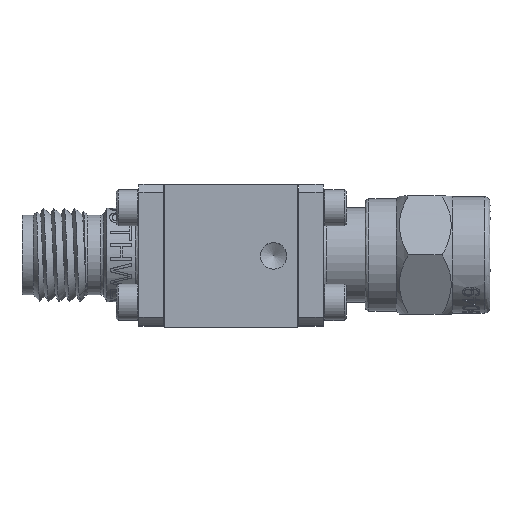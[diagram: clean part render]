
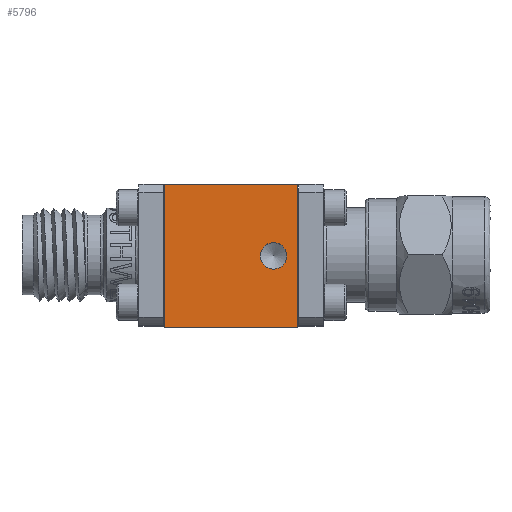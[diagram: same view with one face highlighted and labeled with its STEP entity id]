
A CAD part, top view. The second image highlights one B-rep face of the part: STEP entity #5796.
In plain terms, the highlighted planar face has unit normal (0, 0, 1).
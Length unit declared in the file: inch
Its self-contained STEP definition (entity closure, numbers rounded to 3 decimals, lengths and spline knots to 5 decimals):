
#502 = ORIENTED_EDGE ( 'NONE', *, *, #4466, .T. ) ;
#1242 = LINE ( 'NONE', #27521, #14068 ) ;
#1761 = LINE ( 'NONE', #10604, #5193 ) ;
#4466 = EDGE_CURVE ( 'NONE', #30446, #28730, #18644, .T. ) ;
#4798 = DIRECTION ( 'NONE',  ( 1., 0., 0. ) ) ;
#5193 = VECTOR ( 'NONE', #18870, 39.37008 ) ;
#5415 = VERTEX_POINT ( 'NONE', #11971 ) ;
#5796 = ADVANCED_FACE ( 'NONE', ( #16452, #15586 ), #11309, .T. ) ;
#6713 = EDGE_CURVE ( 'NONE', #22747, #22747, #12553, .T. ) ;
#6792 = VECTOR ( 'NONE', #7753, 39.37008 ) ;
#6928 = EDGE_LOOP ( 'NONE', ( #8449 ) ) ;
#7292 = ORIENTED_EDGE ( 'NONE', *, *, #14830, .T. ) ;
#7685 = VERTEX_POINT ( 'NONE', #20870 ) ;
#7753 = DIRECTION ( 'NONE',  ( 1., 0., 0. ) ) ;
#8440 = CARTESIAN_POINT ( 'NONE',  ( -0.01923, -0.03462, 0.53524 ) ) ;
#8449 = ORIENTED_EDGE ( 'NONE', *, *, #6713, .F. ) ;
#8567 = DIRECTION ( 'NONE',  ( 0., 0., 1. ) ) ;
#10097 = EDGE_LOOP ( 'NONE', ( #502, #12515, #13957, #7292 ) ) ;
#10172 = CARTESIAN_POINT ( 'NONE',  ( 0.26877, 0.15538, 0.53524 ) ) ;
#10495 = VECTOR ( 'NONE', #21765, 39.37008 ) ;
#10604 = CARTESIAN_POINT ( 'NONE',  ( -0.01923, -0.03462, 0.53524 ) ) ;
#11309 = PLANE ( 'NONE',  #30321 ) ;
#11971 = CARTESIAN_POINT ( 'NONE',  ( -0.01923, -0.03462, 0.53524 ) ) ;
#12515 = ORIENTED_EDGE ( 'NONE', *, *, #15334, .F. ) ;
#12553 = CIRCLE ( 'NONE', #31960, 0.035 ) ;
#13957 = ORIENTED_EDGE ( 'NONE', *, *, #35125, .F. ) ;
#14068 = VECTOR ( 'NONE', #34996, 39.37008 ) ;
#14830 = EDGE_CURVE ( 'NONE', #5415, #30446, #17538, .T. ) ;
#15334 = EDGE_CURVE ( 'NONE', #7685, #28730, #1242, .T. ) ;
#15586 = FACE_OUTER_BOUND ( 'NONE', #10097, .T. ) ;
#16262 = CARTESIAN_POINT ( 'NONE',  ( -0.01923, -0.03462, 0.53524 ) ) ;
#16452 = FACE_BOUND ( 'NONE', #6928, .T. ) ;
#16486 = CARTESIAN_POINT ( 'NONE',  ( 0.33277, 0.34538, 0.53524 ) ) ;
#17538 = LINE ( 'NONE', #16262, #6792 ) ;
#18565 = DIRECTION ( 'NONE',  ( 0., 0., 1. ) ) ;
#18644 = LINE ( 'NONE', #29897, #10495 ) ;
#18870 = DIRECTION ( 'NONE',  ( 0., 1., 0. ) ) ;
#20870 = CARTESIAN_POINT ( 'NONE',  ( -0.01923, 0.34538, 0.53524 ) ) ;
#21765 = DIRECTION ( 'NONE',  ( 0., 1., 0. ) ) ;
#22747 = VERTEX_POINT ( 'NONE', #22929 ) ;
#22929 = CARTESIAN_POINT ( 'NONE',  ( 0.30377, 0.15538, 0.53524 ) ) ;
#24198 = CARTESIAN_POINT ( 'NONE',  ( 0.33277, -0.03462, 0.53524 ) ) ;
#25023 = DIRECTION ( 'NONE',  ( 1., 0., 0. ) ) ;
#27521 = CARTESIAN_POINT ( 'NONE',  ( -0.01923, 0.34538, 0.53524 ) ) ;
#28730 = VERTEX_POINT ( 'NONE', #16486 ) ;
#29897 = CARTESIAN_POINT ( 'NONE',  ( 0.33277, -0.03462, 0.53524 ) ) ;
#30321 = AXIS2_PLACEMENT_3D ( 'NONE', #8440, #8567, #25023 ) ;
#30446 = VERTEX_POINT ( 'NONE', #24198 ) ;
#31960 = AXIS2_PLACEMENT_3D ( 'NONE', #10172, #18565, #4798 ) ;
#34996 = DIRECTION ( 'NONE',  ( 1., 0., 0. ) ) ;
#35125 = EDGE_CURVE ( 'NONE', #5415, #7685, #1761, .T. ) ;
